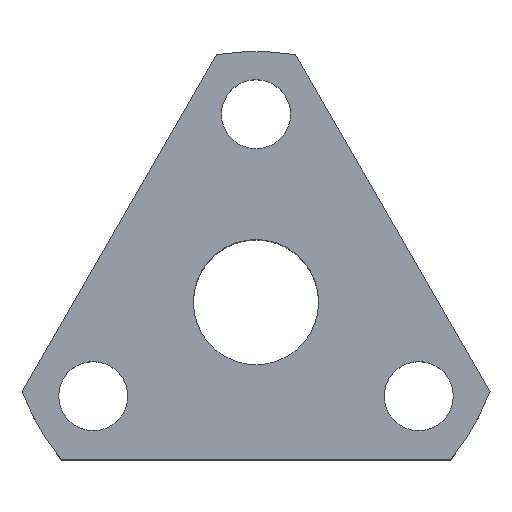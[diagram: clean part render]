
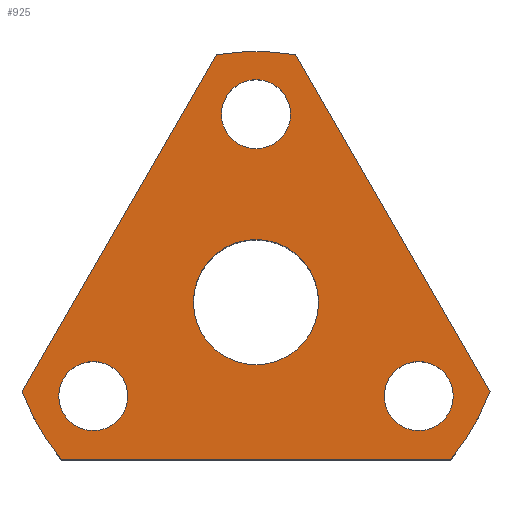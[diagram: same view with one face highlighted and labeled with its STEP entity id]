
A CAD part, top view. The second image highlights one B-rep face of the part: STEP entity #925.
In plain terms, the highlighted planar face has unit normal (0, 0, 1).
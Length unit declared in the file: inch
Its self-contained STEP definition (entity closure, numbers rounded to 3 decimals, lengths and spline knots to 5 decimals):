
#9 = AXIS2_PLACEMENT_3D ( 'NONE', #892, #383, #457 ) ;
#10 = CARTESIAN_POINT ( 'NONE',  ( -0.0689, 0.375, 0. ) ) ;
#37 = ORIENTED_EDGE ( 'NONE', *, *, #469, .F. ) ;
#46 = CIRCLE ( 'NONE', #767, 0.5 ) ;
#63 = CARTESIAN_POINT ( 'NONE',  ( 0., 0., 0. ) ) ;
#69 = DIRECTION ( 'NONE',  ( 0., 0., 1. ) ) ;
#81 = VECTOR ( 'NONE', #544, 39.37008 ) ;
#86 = DIRECTION ( 'NONE',  ( 0., 0., -1. ) ) ;
#96 = LINE ( 'NONE', #691, #550 ) ;
#103 = CIRCLE ( 'NONE', #211, 0.125 ) ;
#111 = CIRCLE ( 'NONE', #122, 0.0689 ) ;
#122 = AXIS2_PLACEMENT_3D ( 'NONE', #331, #129, #197 ) ;
#126 = CARTESIAN_POINT ( 'NONE',  ( 0.125, 0., 0. ) ) ;
#128 = EDGE_CURVE ( 'NONE', #872, #805, #46, .T. ) ;
#129 = DIRECTION ( 'NONE',  ( 0., 0., 1. ) ) ;
#140 = EDGE_CURVE ( 'NONE', #165, #812, #736, .T. ) ;
#141 = DIRECTION ( 'NONE',  ( -1., 0., 0. ) ) ;
#143 = CARTESIAN_POINT ( 'NONE',  ( 0.39366, -0.1875, 0. ) ) ;
#147 = DIRECTION ( 'NONE',  ( 1., 0., 0. ) ) ;
#151 = CARTESIAN_POINT ( 'NONE',  ( 0., 0., 0. ) ) ;
#155 = VERTEX_POINT ( 'NONE', #800 ) ;
#157 = LINE ( 'NONE', #783, #81 ) ;
#165 = VERTEX_POINT ( 'NONE', #871 ) ;
#168 = ORIENTED_EDGE ( 'NONE', *, *, #128, .F. ) ;
#170 = ORIENTED_EDGE ( 'NONE', *, *, #303, .F. ) ;
#195 = VERTEX_POINT ( 'NONE', #352 ) ;
#197 = DIRECTION ( 'NONE',  ( -1., 0., 0. ) ) ;
#211 = AXIS2_PLACEMENT_3D ( 'NONE', #463, #239, #828 ) ;
#225 = EDGE_CURVE ( 'NONE', #629, #306, #752, .T. ) ;
#239 = DIRECTION ( 'NONE',  ( 0., 0., 1. ) ) ;
#244 = AXIS2_PLACEMENT_3D ( 'NONE', #459, #453, #771 ) ;
#248 = EDGE_LOOP ( 'NONE', ( #942, #37 ) ) ;
#249 = ORIENTED_EDGE ( 'NONE', *, *, #578, .F. ) ;
#252 = CARTESIAN_POINT ( 'NONE',  ( 0.46693, -0.17882, 0. ) ) ;
#263 = ORIENTED_EDGE ( 'NONE', *, *, #868, .F. ) ;
#269 = CIRCLE ( 'NONE', #9, 0.0689 ) ;
#284 = DIRECTION ( 'NONE',  ( 0., 0., -1. ) ) ;
#288 = EDGE_CURVE ( 'NONE', #155, #872, #830, .T. ) ;
#291 = CARTESIAN_POINT ( 'NONE',  ( 0.25586, -0.1875, 0. ) ) ;
#296 = FACE_BOUND ( 'NONE', #248, .T. ) ;
#300 = CARTESIAN_POINT ( 'NONE',  ( 0.0689, 0.375, 0. ) ) ;
#302 = DIRECTION ( 'NONE',  ( 0., 0., 1. ) ) ;
#303 = EDGE_CURVE ( 'NONE', #876, #552, #356, .T. ) ;
#304 = FACE_BOUND ( 'NONE', #825, .T. ) ;
#306 = VERTEX_POINT ( 'NONE', #10 ) ;
#313 = CIRCLE ( 'NONE', #596, 0.5 ) ;
#321 = CARTESIAN_POINT ( 'NONE',  ( -0.125, 0., 0. ) ) ;
#323 = DIRECTION ( 'NONE',  ( -1., 0., 0. ) ) ;
#331 = CARTESIAN_POINT ( 'NONE',  ( 0.32476, -0.1875, 0. ) ) ;
#341 = AXIS2_PLACEMENT_3D ( 'NONE', #581, #360, #665 ) ;
#349 = FACE_OUTER_BOUND ( 'NONE', #420, .T. ) ;
#352 = CARTESIAN_POINT ( 'NONE',  ( -0.0786, 0.49378, 0. ) ) ;
#356 = CIRCLE ( 'NONE', #923, 0.5 ) ;
#360 = DIRECTION ( 'NONE',  ( 0., 0., 1. ) ) ;
#371 = AXIS2_PLACEMENT_3D ( 'NONE', #63, #69, #886 ) ;
#381 = EDGE_CURVE ( 'NONE', #741, #765, #269, .T. ) ;
#383 = DIRECTION ( 'NONE',  ( 0., 0., 1. ) ) ;
#387 = ORIENTED_EDGE ( 'NONE', *, *, #950, .F. ) ;
#396 = VERTEX_POINT ( 'NONE', #321 ) ;
#397 = CARTESIAN_POINT ( 'NONE',  ( -0.39366, -0.1875, 0. ) ) ;
#399 = CARTESIAN_POINT ( 'NONE',  ( 0.38833, -0.31496, 0. ) ) ;
#412 = CARTESIAN_POINT ( 'NONE',  ( 0., 0., 0. ) ) ;
#420 = EDGE_LOOP ( 'NONE', ( #844, #170, #263, #168, #657, #249 ) ) ;
#425 = CIRCLE ( 'NONE', #371, 0.125 ) ;
#427 = DIRECTION ( 'NONE',  ( 0., 0., 1. ) ) ;
#432 = EDGE_CURVE ( 'NONE', #812, #165, #801, .T. ) ;
#444 = DIRECTION ( 'NONE',  ( 0.5, -0.866, 0. ) ) ;
#453 = DIRECTION ( 'NONE',  ( 0., 0., 1. ) ) ;
#457 = DIRECTION ( 'NONE',  ( -1., 0., 0. ) ) ;
#459 = CARTESIAN_POINT ( 'NONE',  ( -0.32476, -0.1875, 0. ) ) ;
#463 = CARTESIAN_POINT ( 'NONE',  ( 0., 0., 0. ) ) ;
#469 = EDGE_CURVE ( 'NONE', #396, #946, #103, .T. ) ;
#477 = EDGE_LOOP ( 'NONE', ( #744, #387 ) ) ;
#493 = CARTESIAN_POINT ( 'NONE',  ( 0., 0., 0. ) ) ;
#505 = CARTESIAN_POINT ( 'NONE',  ( -0.32476, -0.1875, 0. ) ) ;
#544 = DIRECTION ( 'NONE',  ( 0.5, 0.866, 0. ) ) ;
#548 = CIRCLE ( 'NONE', #341, 0.0689 ) ;
#550 = VECTOR ( 'NONE', #323, 39.37008 ) ;
#552 = VERTEX_POINT ( 'NONE', #579 ) ;
#578 = EDGE_CURVE ( 'NONE', #195, #155, #313, .T. ) ;
#579 = CARTESIAN_POINT ( 'NONE',  ( -0.46693, -0.17882, 0. ) ) ;
#581 = CARTESIAN_POINT ( 'NONE',  ( 0., 0.375, 0. ) ) ;
#596 = AXIS2_PLACEMENT_3D ( 'NONE', #493, #727, #650 ) ;
#598 = FACE_BOUND ( 'NONE', #729, .T. ) ;
#602 = CARTESIAN_POINT ( 'NONE',  ( 0., 0.375, 0. ) ) ;
#607 = ORIENTED_EDGE ( 'NONE', *, *, #140, .F. ) ;
#629 = VERTEX_POINT ( 'NONE', #300 ) ;
#642 = DIRECTION ( 'NONE',  ( -1., 0., 0. ) ) ;
#645 = EDGE_CURVE ( 'NONE', #946, #396, #425, .T. ) ;
#647 = ORIENTED_EDGE ( 'NONE', *, *, #225, .F. ) ;
#650 = DIRECTION ( 'NONE',  ( 1., 0., 0. ) ) ;
#657 = ORIENTED_EDGE ( 'NONE', *, *, #288, .F. ) ;
#665 = DIRECTION ( 'NONE',  ( -1., 0., 0. ) ) ;
#672 = EDGE_CURVE ( 'NONE', #306, #629, #548, .T. ) ;
#691 = CARTESIAN_POINT ( 'NONE',  ( 0., -0.31496, 0. ) ) ;
#716 = AXIS2_PLACEMENT_3D ( 'NONE', #412, #719, #642 ) ;
#719 = DIRECTION ( 'NONE',  ( 0., 0., -1. ) ) ;
#727 = DIRECTION ( 'NONE',  ( 0., 0., -1. ) ) ;
#729 = EDGE_LOOP ( 'NONE', ( #760, #647 ) ) ;
#736 = CIRCLE ( 'NONE', #873, 0.0689 ) ;
#741 = VERTEX_POINT ( 'NONE', #291 ) ;
#744 = ORIENTED_EDGE ( 'NONE', *, *, #381, .F. ) ;
#752 = CIRCLE ( 'NONE', #782, 0.0689 ) ;
#760 = ORIENTED_EDGE ( 'NONE', *, *, #672, .F. ) ;
#765 = VERTEX_POINT ( 'NONE', #143 ) ;
#767 = AXIS2_PLACEMENT_3D ( 'NONE', #877, #284, #955 ) ;
#771 = DIRECTION ( 'NONE',  ( -1., 0., 0. ) ) ;
#772 = CARTESIAN_POINT ( 'NONE',  ( -0.38833, -0.31496, 0. ) ) ;
#782 = AXIS2_PLACEMENT_3D ( 'NONE', #602, #302, #897 ) ;
#783 = CARTESIAN_POINT ( 'NONE',  ( -0.46693, -0.17882, 0. ) ) ;
#800 = CARTESIAN_POINT ( 'NONE',  ( 0.0786, 0.49378, 0. ) ) ;
#801 = CIRCLE ( 'NONE', #244, 0.0689 ) ;
#805 = VERTEX_POINT ( 'NONE', #399 ) ;
#810 = CARTESIAN_POINT ( 'NONE',  ( 0.0786, 0.49378, 0. ) ) ;
#812 = VERTEX_POINT ( 'NONE', #397 ) ;
#814 = EDGE_CURVE ( 'NONE', #552, #195, #157, .T. ) ;
#824 = ORIENTED_EDGE ( 'NONE', *, *, #432, .F. ) ;
#825 = EDGE_LOOP ( 'NONE', ( #824, #607 ) ) ;
#828 = DIRECTION ( 'NONE',  ( 1., 0., 0. ) ) ;
#830 = LINE ( 'NONE', #810, #869 ) ;
#844 = ORIENTED_EDGE ( 'NONE', *, *, #814, .F. ) ;
#848 = PLANE ( 'NONE',  #716 ) ;
#868 = EDGE_CURVE ( 'NONE', #805, #876, #96, .T. ) ;
#869 = VECTOR ( 'NONE', #444, 39.37008 ) ;
#871 = CARTESIAN_POINT ( 'NONE',  ( -0.25586, -0.1875, 0. ) ) ;
#872 = VERTEX_POINT ( 'NONE', #252 ) ;
#873 = AXIS2_PLACEMENT_3D ( 'NONE', #505, #427, #141 ) ;
#876 = VERTEX_POINT ( 'NONE', #772 ) ;
#877 = CARTESIAN_POINT ( 'NONE',  ( 0., 0., 0. ) ) ;
#886 = DIRECTION ( 'NONE',  ( 1., 0., 0. ) ) ;
#892 = CARTESIAN_POINT ( 'NONE',  ( 0.32476, -0.1875, 0. ) ) ;
#895 = FACE_BOUND ( 'NONE', #477, .T. ) ;
#897 = DIRECTION ( 'NONE',  ( -1., 0., 0. ) ) ;
#923 = AXIS2_PLACEMENT_3D ( 'NONE', #151, #86, #147 ) ;
#925 = ADVANCED_FACE ( 'NONE', ( #349, #598, #895, #304, #296 ), #848, .F. ) ;
#942 = ORIENTED_EDGE ( 'NONE', *, *, #645, .F. ) ;
#946 = VERTEX_POINT ( 'NONE', #126 ) ;
#950 = EDGE_CURVE ( 'NONE', #765, #741, #111, .T. ) ;
#955 = DIRECTION ( 'NONE',  ( 1., 0., 0. ) ) ;
